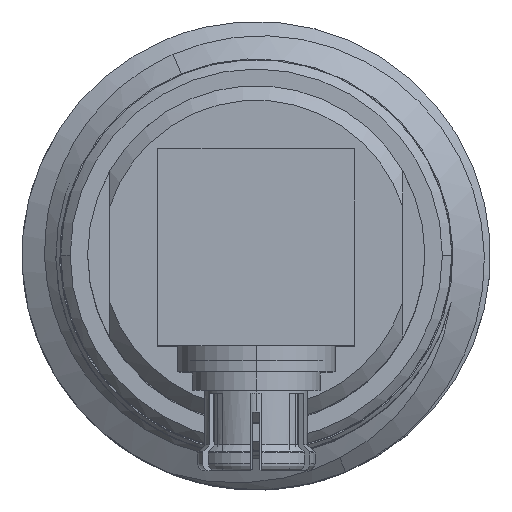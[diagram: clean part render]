
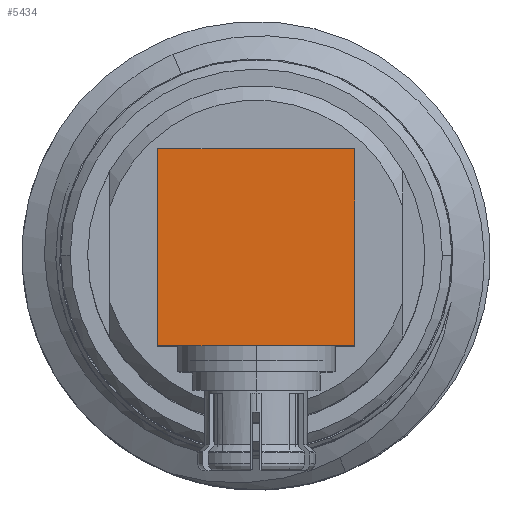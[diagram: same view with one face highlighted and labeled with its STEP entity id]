
A CAD part, top view. The second image highlights one B-rep face of the part: STEP entity #5434.
In plain terms, the highlighted face is planar.
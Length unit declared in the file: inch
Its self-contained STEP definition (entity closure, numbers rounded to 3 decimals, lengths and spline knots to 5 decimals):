
#246 = LINE ( 'NONE', #3408, #5257 ) ;
#413 = EDGE_CURVE ( 'NONE', #6189, #6241, #1742, .T. ) ;
#687 = VERTEX_POINT ( 'NONE', #7201 ) ;
#701 = PLANE ( 'NONE',  #2309 ) ;
#713 = CARTESIAN_POINT ( 'NONE',  ( -1.13982, -0.20964, 0.05256 ) ) ;
#721 = EDGE_CURVE ( 'NONE', #1583, #6241, #246, .T. ) ;
#1023 = EDGE_CURVE ( 'NONE', #687, #6189, #2808, .T. ) ;
#1583 = VERTEX_POINT ( 'NONE', #4081 ) ;
#1599 = ORIENTED_EDGE ( 'NONE', *, *, #1023, .F. ) ;
#1742 = LINE ( 'NONE', #4858, #7903 ) ;
#2309 = AXIS2_PLACEMENT_3D ( 'NONE', #3245, #3204, #4388 ) ;
#2507 = ORIENTED_EDGE ( 'NONE', *, *, #3197, .T. ) ;
#2668 = EDGE_LOOP ( 'NONE', ( #5465, #6924, #1599, #2507 ) ) ;
#2800 = DIRECTION ( 'NONE',  ( 0., 0., -1. ) ) ;
#2808 = LINE ( 'NONE', #4522, #6579 ) ;
#3197 = EDGE_CURVE ( 'NONE', #687, #1583, #5640, .T. ) ;
#3204 = DIRECTION ( 'NONE',  ( -1., 0., 0. ) ) ;
#3245 = CARTESIAN_POINT ( 'NONE',  ( -1.13982, -0.20964, 0.05256 ) ) ;
#3408 = CARTESIAN_POINT ( 'NONE',  ( -1.13982, -0.10452, 0.05256 ) ) ;
#3952 = CARTESIAN_POINT ( 'NONE',  ( -1.13982, -0.20964, -0.05256 ) ) ;
#4021 = DIRECTION ( 'NONE',  ( 0., 0., -1. ) ) ;
#4081 = CARTESIAN_POINT ( 'NONE',  ( -1.13982, -0.10452, 0.05256 ) ) ;
#4388 = DIRECTION ( 'NONE',  ( 0., 0., 1. ) ) ;
#4522 = CARTESIAN_POINT ( 'NONE',  ( -1.13982, -0.20964, 0.05256 ) ) ;
#4858 = CARTESIAN_POINT ( 'NONE',  ( -1.13982, 0., -0.05256 ) ) ;
#5257 = VECTOR ( 'NONE', #2800, 39.37008 ) ;
#5434 = ADVANCED_FACE ( 'NONE', ( #8027 ), #701, .T. ) ;
#5465 = ORIENTED_EDGE ( 'NONE', *, *, #721, .T. ) ;
#5640 = LINE ( 'NONE', #713, #7991 ) ;
#5719 = DIRECTION ( 'NONE',  ( 0., 1., 0. ) ) ;
#6189 = VERTEX_POINT ( 'NONE', #3952 ) ;
#6241 = VERTEX_POINT ( 'NONE', #7262 ) ;
#6579 = VECTOR ( 'NONE', #4021, 39.37008 ) ;
#6924 = ORIENTED_EDGE ( 'NONE', *, *, #413, .F. ) ;
#7201 = CARTESIAN_POINT ( 'NONE',  ( -1.13982, -0.20964, 0.05256 ) ) ;
#7262 = CARTESIAN_POINT ( 'NONE',  ( -1.13982, -0.10452, -0.05256 ) ) ;
#7903 = VECTOR ( 'NONE', #7994, 39.37008 ) ;
#7991 = VECTOR ( 'NONE', #5719, 39.37008 ) ;
#7994 = DIRECTION ( 'NONE',  ( 0., 1., 0. ) ) ;
#8027 = FACE_OUTER_BOUND ( 'NONE', #2668, .T. ) ;
